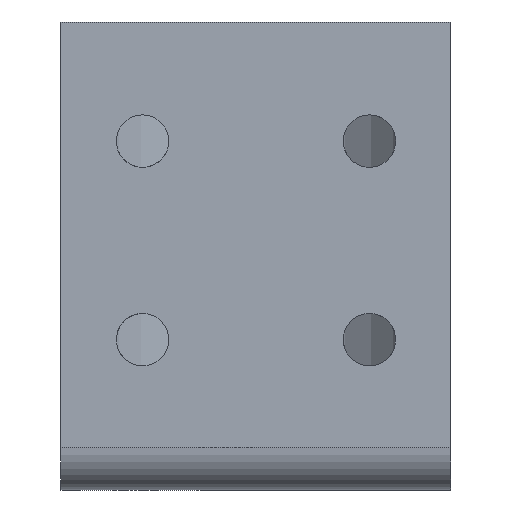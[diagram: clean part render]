
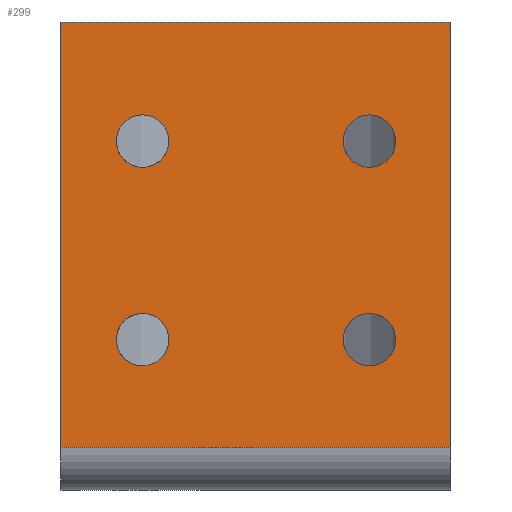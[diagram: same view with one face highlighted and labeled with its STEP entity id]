
A CAD part, front view. The second image highlights one B-rep face of the part: STEP entity #299.
In plain terms, the highlighted planar face has unit normal (0, -1, 0).
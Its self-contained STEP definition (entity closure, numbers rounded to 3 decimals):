
#18=PLANE('',#345);
#28=FACE_BOUND('',#69,.T.);
#29=FACE_BOUND('',#70,.T.);
#30=FACE_BOUND('',#71,.T.);
#31=FACE_BOUND('',#72,.T.);
#45=FACE_OUTER_BOUND('',#68,.T.);
#68=EDGE_LOOP('',(#232,#233,#234,#235));
#69=EDGE_LOOP('',(#236));
#70=EDGE_LOOP('',(#237));
#71=EDGE_LOOP('',(#238));
#72=EDGE_LOOP('',(#239));
#90=LINE('',#620,#109);
#93=LINE('',#635,#112);
#96=LINE('',#643,#115);
#98=LINE('',#646,#117);
#109=VECTOR('',#378,10.);
#112=VECTOR('',#393,10.);
#115=VECTOR('',#400,10.);
#117=VECTOR('',#404,10.);
#132=CIRCLE('',#346,1.85);
#133=CIRCLE('',#347,1.85);
#134=CIRCLE('',#348,1.85);
#135=CIRCLE('',#349,1.85);
#149=VERTEX_POINT('',#617);
#150=VERTEX_POINT('',#619);
#156=VERTEX_POINT('',#634);
#159=VERTEX_POINT('',#642);
#160=VERTEX_POINT('',#647);
#161=VERTEX_POINT('',#649);
#162=VERTEX_POINT('',#651);
#163=VERTEX_POINT('',#653);
#176=EDGE_CURVE('',#150,#149,#90,.T.);
#183=EDGE_CURVE('',#150,#156,#93,.T.);
#187=EDGE_CURVE('',#159,#156,#96,.T.);
#189=EDGE_CURVE('',#149,#159,#98,.T.);
#190=EDGE_CURVE('',#160,#160,#132,.T.);
#191=EDGE_CURVE('',#161,#161,#133,.T.);
#192=EDGE_CURVE('',#162,#162,#134,.T.);
#193=EDGE_CURVE('',#163,#163,#135,.T.);
#232=ORIENTED_EDGE('',*,*,#183,.F.);
#233=ORIENTED_EDGE('',*,*,#176,.T.);
#234=ORIENTED_EDGE('',*,*,#189,.T.);
#235=ORIENTED_EDGE('',*,*,#187,.T.);
#236=ORIENTED_EDGE('',*,*,#190,.T.);
#237=ORIENTED_EDGE('',*,*,#191,.T.);
#238=ORIENTED_EDGE('',*,*,#192,.T.);
#239=ORIENTED_EDGE('',*,*,#193,.T.);
#299=ADVANCED_FACE('',(#45,#28,#29,#30,#31),#18,.F.);
#345=AXIS2_PLACEMENT_3D('',#645,#402,#403);
#346=AXIS2_PLACEMENT_3D('',#648,#405,#406);
#347=AXIS2_PLACEMENT_3D('',#650,#407,#408);
#348=AXIS2_PLACEMENT_3D('',#652,#409,#410);
#349=AXIS2_PLACEMENT_3D('',#654,#411,#412);
#378=DIRECTION('',(0.,0.,1.));
#393=DIRECTION('',(-1.,0.,0.));
#400=DIRECTION('',(0.,0.,-1.));
#402=DIRECTION('center_axis',(0.,1.,0.));
#403=DIRECTION('ref_axis',(0.,0.,1.));
#404=DIRECTION('',(-1.,0.,0.));
#405=DIRECTION('center_axis',(0.,1.,0.));
#406=DIRECTION('ref_axis',(1.,0.,0.));
#407=DIRECTION('center_axis',(0.,1.,0.));
#408=DIRECTION('ref_axis',(1.,0.,0.));
#409=DIRECTION('center_axis',(0.,1.,0.));
#410=DIRECTION('ref_axis',(1.,0.,0.));
#411=DIRECTION('center_axis',(0.,1.,0.));
#412=DIRECTION('ref_axis',(1.,0.,0.));
#617=CARTESIAN_POINT('',(13.75,-1.5,30.));
#619=CARTESIAN_POINT('',(13.75,-1.5,0.));
#620=CARTESIAN_POINT('',(13.75,-1.5,30.));
#634=CARTESIAN_POINT('',(-13.75,-1.5,0.));
#635=CARTESIAN_POINT('',(0.,-1.5,0.));
#642=CARTESIAN_POINT('',(-13.75,-1.5,30.));
#643=CARTESIAN_POINT('',(-13.75,-1.5,-30.));
#645=CARTESIAN_POINT('Origin',(0.,-1.5,0.));
#646=CARTESIAN_POINT('',(-13.75,-1.5,30.));
#647=CARTESIAN_POINT('',(6.15,-1.5,21.6));
#648=CARTESIAN_POINT('Origin',(8.,-1.5,21.6));
#649=CARTESIAN_POINT('',(-9.85,-1.5,21.6));
#650=CARTESIAN_POINT('Origin',(-8.,-1.5,21.6));
#651=CARTESIAN_POINT('',(-9.85,-1.5,7.6));
#652=CARTESIAN_POINT('Origin',(-8.,-1.5,7.6));
#653=CARTESIAN_POINT('',(6.15,-1.5,7.6));
#654=CARTESIAN_POINT('Origin',(8.,-1.5,7.6));
